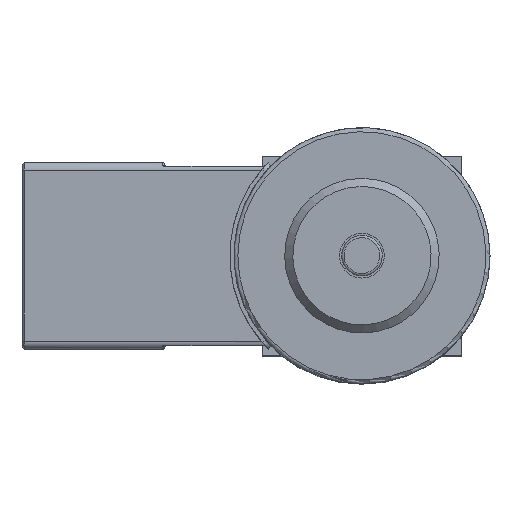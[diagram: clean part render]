
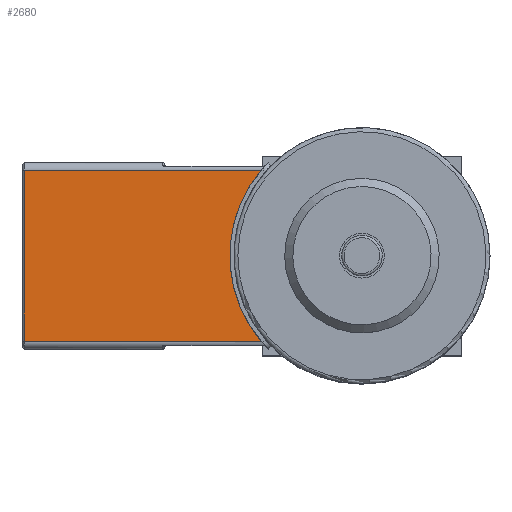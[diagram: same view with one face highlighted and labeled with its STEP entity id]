
A CAD part, top view. The second image highlights one B-rep face of the part: STEP entity #2680.
In plain terms, the highlighted planar face has unit normal (0, 0, 1).
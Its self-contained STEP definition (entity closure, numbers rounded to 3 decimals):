
#203=LINE('',#4594,#368);
#236=LINE('',#4695,#401);
#238=LINE('',#4711,#403);
#368=VECTOR('',#3574,42.);
#401=VECTOR('',#3653,58.296);
#403=VECTOR('',#3659,58.296);
#492=PLANE('',#2967);
#732=FACE_OUTER_BOUND('',#945,.T.);
#945=EDGE_LOOP('',(#2325,#2326,#2327,#2328));
#1052=CIRCLE('',#2867,32.5);
#1246=VERTEX_POINT('',#4329);
#1247=VERTEX_POINT('',#4336);
#1304=VERTEX_POINT('',#4584);
#1306=VERTEX_POINT('',#4592);
#1545=EDGE_CURVE('',#1247,#1246,#1052,.T.);
#1631=EDGE_CURVE('',#1304,#1306,#203,.T.);
#1675=EDGE_CURVE('',#1304,#1247,#236,.T.);
#1679=EDGE_CURVE('',#1306,#1246,#238,.T.);
#2325=ORIENTED_EDGE('',*,*,#1545,.T.);
#2326=ORIENTED_EDGE('',*,*,#1679,.F.);
#2327=ORIENTED_EDGE('',*,*,#1631,.F.);
#2328=ORIENTED_EDGE('',*,*,#1675,.T.);
#2680=ADVANCED_FACE('',(#732),#492,.T.);
#2867=AXIS2_PLACEMENT_3D('',#4337,#3390,#3391);
#2967=AXIS2_PLACEMENT_3D('',#4710,#3657,#3658);
#3390=DIRECTION('center_axis',(0.,0.,
-1.));
#3391=DIRECTION('ref_axis',(1.,0.,0.));
#3574=DIRECTION('',(0.,1.,0.));
#3653=DIRECTION('',(1.,0.,0.));
#3657=DIRECTION('center_axis',(0.,0.,
1.));
#3658=DIRECTION('ref_axis',(-1.,0.,0.));
#3659=DIRECTION('',(1.,0.,0.));
#4329=CARTESIAN_POINT('',(-24.804,21.,105.676));
#4336=CARTESIAN_POINT('',(-24.804,-21.,105.676));
#4337=CARTESIAN_POINT('Origin',(0.,0.,
105.676));
#4584=CARTESIAN_POINT('',(-83.1,-21.,105.676));
#4592=CARTESIAN_POINT('',(-83.1,21.,105.676));
#4594=CARTESIAN_POINT('',(-83.1,-10.5,105.676));
#4695=CARTESIAN_POINT('',(-83.6,-21.,105.676));
#4710=CARTESIAN_POINT('Origin',(-14.6,22.,105.676));
#4711=CARTESIAN_POINT('',(-83.6,21.,105.676));
